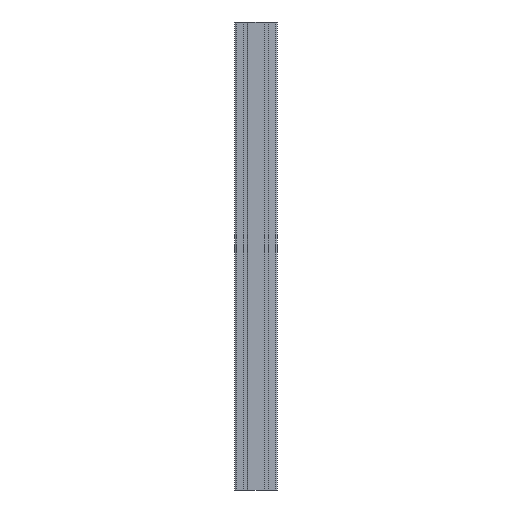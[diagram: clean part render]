
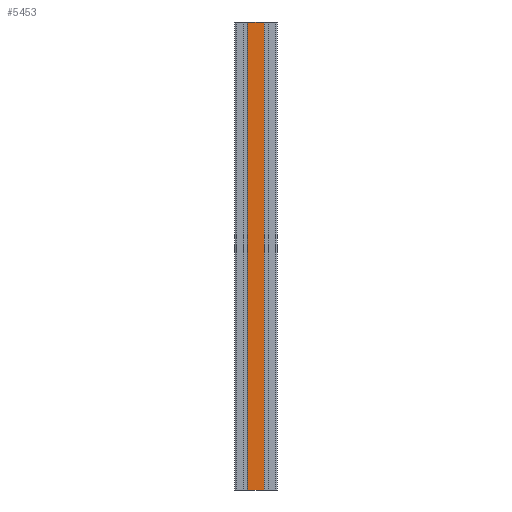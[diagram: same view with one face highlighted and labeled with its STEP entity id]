
A CAD part, left-side view. The second image highlights one B-rep face of the part: STEP entity #5453.
In plain terms, the highlighted planar face has unit normal (-1, 0, 0).
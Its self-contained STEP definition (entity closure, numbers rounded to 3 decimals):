
#142=PLANE('',#5971);
#399=FACE_OUTER_BOUND('',#673,.T.);
#673=EDGE_LOOP('',(#4373,#4374,#4375,#4376));
#1187=LINE('',#9052,#1739);
#1188=LINE('',#9055,#1740);
#1189=LINE('',#9057,#1741);
#1190=LINE('',#9058,#1742);
#1739=VECTOR('',#7423,1.);
#1740=VECTOR('',#7426,1.);
#1741=VECTOR('',#7427,1.);
#1742=VECTOR('',#7428,1.);
#2557=VERTEX_POINT('',#9048);
#2558=VERTEX_POINT('',#9050);
#2559=VERTEX_POINT('',#9054);
#2560=VERTEX_POINT('',#9056);
#3329=EDGE_CURVE('',#2557,#2558,#1187,.T.);
#3330=EDGE_CURVE('',#2559,#2557,#1188,.T.);
#3331=EDGE_CURVE('',#2560,#2558,#1189,.T.);
#3332=EDGE_CURVE('',#2559,#2560,#1190,.T.);
#4373=ORIENTED_EDGE('',*,*,#3330,.T.);
#4374=ORIENTED_EDGE('',*,*,#3329,.T.);
#4375=ORIENTED_EDGE('',*,*,#3331,.F.);
#4376=ORIENTED_EDGE('',*,*,#3332,.F.);
#5453=ADVANCED_FACE('',(#399),#142,.T.);
#5971=AXIS2_PLACEMENT_3D('',#9053,#7424,#7425);
#7423=DIRECTION('',(0.,0.,1.));
#7424=DIRECTION('center_axis',(-1.,0.,0.));
#7425=DIRECTION('ref_axis',(0.,-1.,0.));
#7426=DIRECTION('',(0.,-1.,0.));
#7427=DIRECTION('',(0.,-1.,0.));
#7428=DIRECTION('',(0.,0.,1.));
#9048=CARTESIAN_POINT('',(0.,27.05,0.));
#9050=CARTESIAN_POINT('',(0.,27.05,1000.));
#9052=CARTESIAN_POINT('',(0.,27.05,0.));
#9053=CARTESIAN_POINT('Origin',(0.,62.95,0.));
#9054=CARTESIAN_POINT('',(0.,62.95,0.));
#9055=CARTESIAN_POINT('',(0.,62.95,0.));
#9056=CARTESIAN_POINT('',(0.,62.95,1000.));
#9057=CARTESIAN_POINT('',(0.,62.95,1000.));
#9058=CARTESIAN_POINT('',(0.,62.95,0.));
